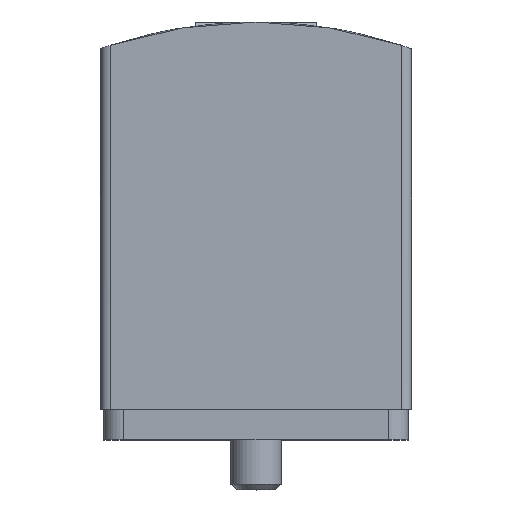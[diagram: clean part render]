
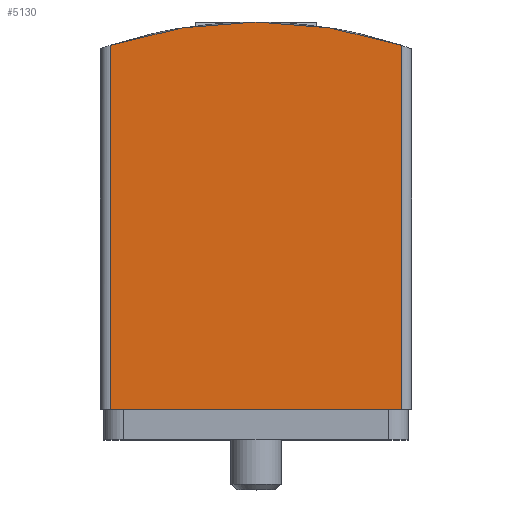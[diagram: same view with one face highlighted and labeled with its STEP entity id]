
A CAD part, top view. The second image highlights one B-rep face of the part: STEP entity #5130.
In plain terms, the highlighted planar face has unit normal (0, 0, 1).
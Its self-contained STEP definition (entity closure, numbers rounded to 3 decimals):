
#90=LINE('',#6744,#504);
#200=LINE('',#7144,#614);
#201=LINE('',#7145,#615);
#504=VECTOR('',#5657,1000.);
#614=VECTOR('',#5997,1000.);
#615=VECTOR('',#5998,1000.);
#1152=ORIENTED_EDGE('',*,*,#2208,.F.);
#1153=ORIENTED_EDGE('',*,*,#2069,.T.);
#1154=ORIENTED_EDGE('',*,*,#2209,.T.);
#1155=ORIENTED_EDGE('',*,*,#2019,.T.);
#2019=EDGE_CURVE('',#2567,#2566,#90,.T.);
#2069=EDGE_CURVE('',#2612,#2613,#2953,.F.);
#2208=EDGE_CURVE('',#2612,#2566,#200,.T.);
#2209=EDGE_CURVE('',#2613,#2567,#201,.T.);
#2566=VERTEX_POINT('',#6743);
#2567=VERTEX_POINT('',#6745);
#2612=VERTEX_POINT('',#6846);
#2613=VERTEX_POINT('',#6847);
#2953=CIRCLE('',#5342,23.25);
#3091=EDGE_LOOP('',(#1152,#1153,#1154,#1155));
#3319=FACE_BOUND('',#3091,.T.);
#3523=PLANE('',#5422);
#5130=ADVANCED_FACE('',(#3319),#3523,.F.);
#5342=AXIS2_PLACEMENT_3D('',#6845,#5747,#5748);
#5422=AXIS2_PLACEMENT_3D('',#7143,#5995,#5996);
#5657=DIRECTION('',(1.,0.,0.));
#5747=DIRECTION('',(0.,0.,-1.));
#5748=DIRECTION('',(-1.,0.,0.));
#5995=DIRECTION('',(0.,0.,-1.));
#5996=DIRECTION('',(-1.,0.,0.));
#5997=DIRECTION('',(0.,-1.,0.));
#5998=DIRECTION('',(0.,-1.,0.));
#6743=CARTESIAN_POINT('',(7.25,0.,8.));
#6744=CARTESIAN_POINT('',(-7.25,0.,8.));
#6745=CARTESIAN_POINT('',(-7.25,0.,8.));
#6845=CARTESIAN_POINT('',(0.,-3.95,8.));
#6846=CARTESIAN_POINT('',(7.25,18.141,8.));
#6847=CARTESIAN_POINT('',(-7.25,18.141,8.));
#7143=CARTESIAN_POINT('',(-7.25,19.3,8.));
#7144=CARTESIAN_POINT('',(7.25,19.3,8.));
#7145=CARTESIAN_POINT('',(-7.25,19.3,8.));
